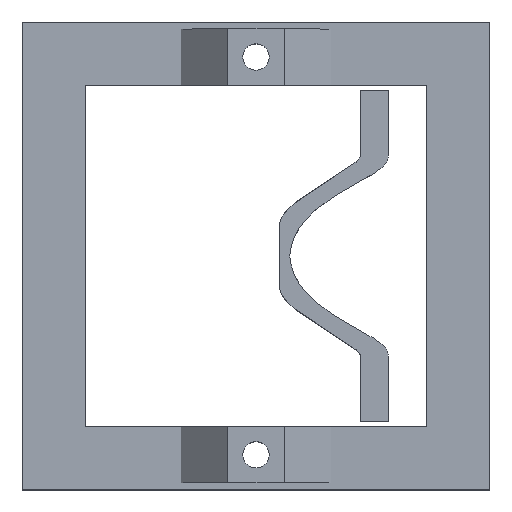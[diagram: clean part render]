
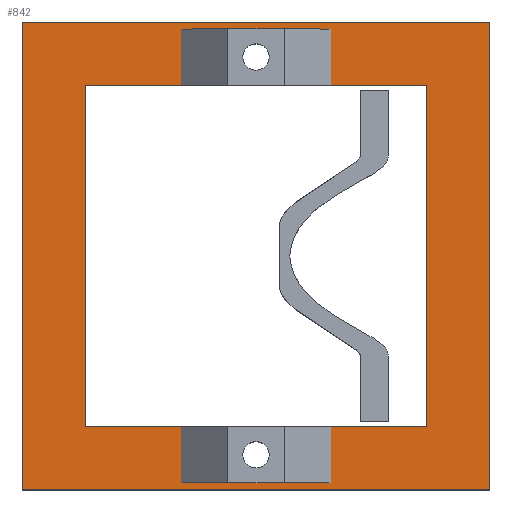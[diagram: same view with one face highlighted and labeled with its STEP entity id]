
A CAD part, top view. The second image highlights one B-rep face of the part: STEP entity #842.
In plain terms, the highlighted planar face has unit normal (0, 0, 1).
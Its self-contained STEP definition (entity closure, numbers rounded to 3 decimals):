
#31=FACE_BOUND('',#170,.T.);
#68=PLANE('',#910);
#120=FACE_OUTER_BOUND('',#169,.T.);
#169=EDGE_LOOP('',(#747,#748,#749,#750));
#170=EDGE_LOOP('',(#751,#752,#753,#754,#755,#756,#757,#758,#759,#760,#761,
#762));
#219=LINE('',#1284,#307);
#223=LINE('',#1293,#311);
#230=LINE('',#1307,#318);
#237=LINE('',#1322,#325);
#244=LINE('',#1337,#332);
#251=LINE('',#1352,#339);
#255=LINE('',#1360,#343);
#258=LINE('',#1364,#346);
#260=LINE('',#1366,#348);
#261=LINE('',#1369,#349);
#263=LINE('',#1371,#351);
#265=LINE('',#1374,#353);
#267=LINE('',#1380,#355);
#268=LINE('',#1382,#356);
#269=LINE('',#1384,#357);
#270=LINE('',#1385,#358);
#307=VECTOR('',#1003,10.);
#311=VECTOR('',#1009,10.);
#318=VECTOR('',#1018,10.);
#325=VECTOR('',#1029,10.);
#332=VECTOR('',#1040,10.);
#339=VECTOR('',#1051,10.);
#343=VECTOR('',#1059,10.);
#346=VECTOR('',#1064,10.);
#348=VECTOR('',#1066,10.);
#349=VECTOR('',#1071,10.);
#351=VECTOR('',#1073,10.);
#353=VECTOR('',#1077,10.);
#355=VECTOR('',#1083,10.);
#356=VECTOR('',#1084,10.);
#357=VECTOR('',#1085,10.);
#358=VECTOR('',#1086,10.);
#414=VERTEX_POINT('',#1282);
#415=VERTEX_POINT('',#1283);
#418=VERTEX_POINT('',#1291);
#419=VERTEX_POINT('',#1292);
#422=VERTEX_POINT('',#1300);
#425=VERTEX_POINT('',#1305);
#428=VERTEX_POINT('',#1315);
#431=VERTEX_POINT('',#1320);
#434=VERTEX_POINT('',#1330);
#437=VERTEX_POINT('',#1335);
#440=VERTEX_POINT('',#1345);
#443=VERTEX_POINT('',#1350);
#446=VERTEX_POINT('',#1378);
#447=VERTEX_POINT('',#1379);
#448=VERTEX_POINT('',#1381);
#449=VERTEX_POINT('',#1383);
#511=EDGE_CURVE('',#414,#415,#219,.T.);
#515=EDGE_CURVE('',#418,#419,#223,.T.);
#522=EDGE_CURVE('',#425,#422,#230,.T.);
#529=EDGE_CURVE('',#431,#428,#237,.T.);
#536=EDGE_CURVE('',#437,#434,#244,.T.);
#543=EDGE_CURVE('',#443,#440,#251,.T.);
#547=EDGE_CURVE('',#437,#422,#255,.T.);
#550=EDGE_CURVE('',#419,#434,#258,.T.);
#552=EDGE_CURVE('',#425,#414,#260,.T.);
#553=EDGE_CURVE('',#415,#440,#261,.T.);
#555=EDGE_CURVE('',#431,#418,#263,.T.);
#557=EDGE_CURVE('',#443,#428,#265,.T.);
#559=EDGE_CURVE('',#446,#447,#267,.T.);
#560=EDGE_CURVE('',#447,#448,#268,.T.);
#561=EDGE_CURVE('',#448,#449,#269,.T.);
#562=EDGE_CURVE('',#449,#446,#270,.T.);
#747=ORIENTED_EDGE('',*,*,#559,.T.);
#748=ORIENTED_EDGE('',*,*,#560,.T.);
#749=ORIENTED_EDGE('',*,*,#561,.T.);
#750=ORIENTED_EDGE('',*,*,#562,.T.);
#751=ORIENTED_EDGE('',*,*,#553,.T.);
#752=ORIENTED_EDGE('',*,*,#543,.F.);
#753=ORIENTED_EDGE('',*,*,#557,.T.);
#754=ORIENTED_EDGE('',*,*,#529,.F.);
#755=ORIENTED_EDGE('',*,*,#555,.T.);
#756=ORIENTED_EDGE('',*,*,#515,.T.);
#757=ORIENTED_EDGE('',*,*,#550,.T.);
#758=ORIENTED_EDGE('',*,*,#536,.F.);
#759=ORIENTED_EDGE('',*,*,#547,.T.);
#760=ORIENTED_EDGE('',*,*,#522,.F.);
#761=ORIENTED_EDGE('',*,*,#552,.T.);
#762=ORIENTED_EDGE('',*,*,#511,.T.);
#842=ADVANCED_FACE('',(#120,#31),#68,.T.);
#910=AXIS2_PLACEMENT_3D('',#1377,#1081,#1082);
#1003=DIRECTION('',(0.,1.,0.));
#1009=DIRECTION('',(0.,-1.,0.));
#1018=DIRECTION('',(0.,-1.,0.));
#1029=DIRECTION('',(0.,1.,0.));
#1040=DIRECTION('',(0.,1.,0.));
#1051=DIRECTION('',(0.,-1.,0.));
#1059=DIRECTION('',(-1.,0.,0.));
#1064=DIRECTION('',(-1.,0.,0.));
#1066=DIRECTION('',(-1.,0.,0.));
#1071=DIRECTION('',(1.,0.,0.));
#1073=DIRECTION('',(1.,0.,0.));
#1077=DIRECTION('',(1.,0.,0.));
#1081=DIRECTION('center_axis',(0.,0.,1.));
#1082=DIRECTION('ref_axis',(1.,0.,0.));
#1083=DIRECTION('',(0.,-1.,0.));
#1084=DIRECTION('',(1.,0.,0.));
#1085=DIRECTION('',(0.,1.,0.));
#1086=DIRECTION('',(-1.,0.,0.));
#1282=CARTESIAN_POINT('',(-18.212,-62.307,3.));
#1283=CARTESIAN_POINT('',(-18.212,-25.807,3.));
#1284=CARTESIAN_POINT('',(-18.212,-34.932,3.));
#1291=CARTESIAN_POINT('',(18.288,-25.807,3.));
#1292=CARTESIAN_POINT('',(18.288,-62.307,3.));
#1293=CARTESIAN_POINT('',(18.288,-53.182,3.));
#1300=CARTESIAN_POINT('',(-7.962,-68.307,3.));
#1305=CARTESIAN_POINT('',(-7.962,-62.307,3.));
#1307=CARTESIAN_POINT('',(-7.962,-53.182,3.));
#1315=CARTESIAN_POINT('',(8.038,-19.807,3.));
#1320=CARTESIAN_POINT('',(8.038,-25.807,3.));
#1322=CARTESIAN_POINT('',(8.038,-34.932,3.));
#1330=CARTESIAN_POINT('',(8.038,-62.307,3.));
#1335=CARTESIAN_POINT('',(8.038,-68.307,3.));
#1337=CARTESIAN_POINT('',(8.038,-56.182,3.));
#1345=CARTESIAN_POINT('',(-7.962,-25.807,3.));
#1350=CARTESIAN_POINT('',(-7.962,-19.807,3.));
#1352=CARTESIAN_POINT('',(-7.962,-31.932,3.));
#1360=CARTESIAN_POINT('',(-1.462,-68.307,3.));
#1364=CARTESIAN_POINT('',(-9.087,-62.307,3.));
#1366=CARTESIAN_POINT('',(-9.087,-62.307,3.));
#1369=CARTESIAN_POINT('',(9.163,-25.807,3.));
#1371=CARTESIAN_POINT('',(9.163,-25.807,3.));
#1374=CARTESIAN_POINT('',(1.538,-19.807,3.));
#1377=CARTESIAN_POINT('Origin',(0.038,-44.057,3.));
#1378=CARTESIAN_POINT('',(-24.962,-19.057,3.));
#1379=CARTESIAN_POINT('',(-24.962,-69.057,3.));
#1380=CARTESIAN_POINT('',(-24.962,-19.057,3.));
#1381=CARTESIAN_POINT('',(25.038,-69.057,3.));
#1382=CARTESIAN_POINT('',(-24.962,-69.057,3.));
#1383=CARTESIAN_POINT('',(25.038,-19.057,3.));
#1384=CARTESIAN_POINT('',(25.038,-69.057,3.));
#1385=CARTESIAN_POINT('',(25.038,-19.057,3.));
